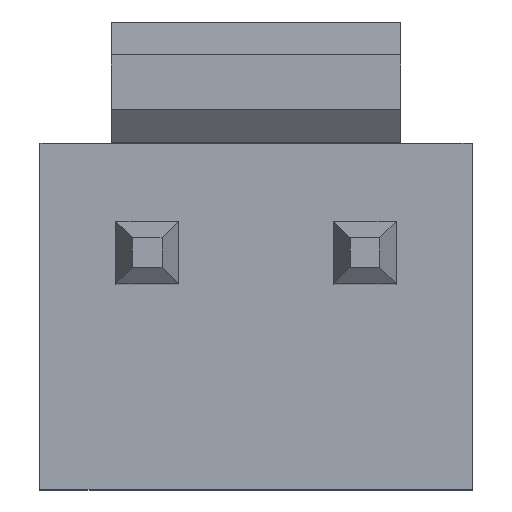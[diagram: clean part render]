
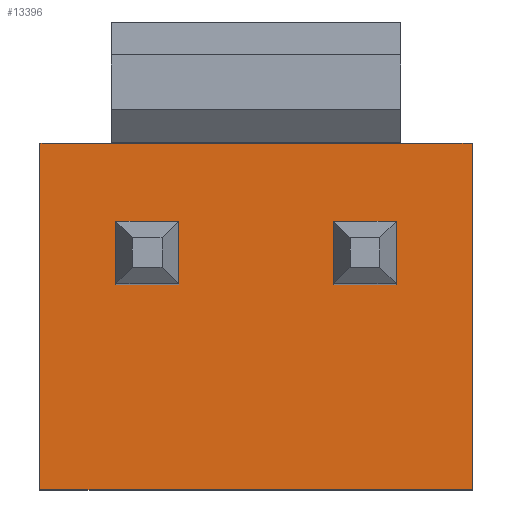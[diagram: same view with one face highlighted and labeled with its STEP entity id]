
A CAD part, top view. The second image highlights one B-rep face of the part: STEP entity #13396.
In plain terms, the highlighted planar face has unit normal (0, 0, 1).
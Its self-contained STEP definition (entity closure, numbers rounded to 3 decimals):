
#223 = EDGE_LOOP ( 'NONE', ( #1396, #6493, #10667, #9609 ) ) ;
#316 = CARTESIAN_POINT ( 'NONE',  ( -3.93, -3.15, 3.2 ) ) ;
#462 = EDGE_CURVE ( 'NONE', #2600, #11779, #4152, .T. ) ;
#573 = DIRECTION ( 'NONE',  ( 1., 0., 0. ) ) ;
#576 = VERTEX_POINT ( 'NONE', #12989 ) ;
#765 = AXIS2_PLACEMENT_3D ( 'NONE', #5668, #5534, #4579 ) ;
#777 = DIRECTION ( 'NONE',  ( 1., 0., 0. ) ) ;
#796 = CARTESIAN_POINT ( 'NONE',  ( -2.63, 3.15, 3.2 ) ) ;
#1121 = VECTOR ( 'NONE', #8370, 1000. ) ;
#1161 = CARTESIAN_POINT ( 'NONE',  ( 3.93, -3.15, 3.2 ) ) ;
#1298 = CARTESIAN_POINT ( 'NONE',  ( -1.41, 1.72, 3.2 ) ) ;
#1396 = ORIENTED_EDGE ( 'NONE', *, *, #2798, .F. ) ;
#1648 = CARTESIAN_POINT ( 'NONE',  ( 1.41, 1.72, 3.2 ) ) ;
#1889 = EDGE_CURVE ( 'NONE', #8353, #7968, #13074, .T. ) ;
#2117 = LINE ( 'NONE', #12624, #12783 ) ;
#2156 = DIRECTION ( 'NONE',  ( 1., 0., 0. ) ) ;
#2229 = VERTEX_POINT ( 'NONE', #1648 ) ;
#2466 = ORIENTED_EDGE ( 'NONE', *, *, #5843, .F. ) ;
#2495 = VECTOR ( 'NONE', #8826, 1000. ) ;
#2600 = VERTEX_POINT ( 'NONE', #12384 ) ;
#2798 = EDGE_CURVE ( 'NONE', #11779, #12901, #2117, .T. ) ;
#3125 = VECTOR ( 'NONE', #5527, 1000. ) ;
#3376 = LINE ( 'NONE', #9790, #2495 ) ;
#3439 = VECTOR ( 'NONE', #12630, 1000. ) ;
#3564 = EDGE_CURVE ( 'NONE', #2229, #12901, #5966, .T. ) ;
#3951 = DIRECTION ( 'NONE',  ( -1., 0., 0. ) ) ;
#3969 = DIRECTION ( 'NONE',  ( 0., 1., 0. ) ) ;
#4071 = PLANE ( 'NONE',  #765 ) ;
#4152 = LINE ( 'NONE', #4341, #10454 ) ;
#4172 = CARTESIAN_POINT ( 'NONE',  ( 0., 1.72, 3.2 ) ) ;
#4184 = LINE ( 'NONE', #1161, #10333 ) ;
#4341 = CARTESIAN_POINT ( 'NONE',  ( 0., 0.58, 3.2 ) ) ;
#4561 = LINE ( 'NONE', #12826, #5740 ) ;
#4579 = DIRECTION ( 'NONE',  ( -1., 0., 0. ) ) ;
#4800 = LINE ( 'NONE', #8959, #4841 ) ;
#4841 = VECTOR ( 'NONE', #573, 1000. ) ;
#5027 = FACE_OUTER_BOUND ( 'NONE', #12270, .T. ) ;
#5173 = EDGE_CURVE ( 'NONE', #5416, #6911, #4561, .T. ) ;
#5416 = VERTEX_POINT ( 'NONE', #316 ) ;
#5527 = DIRECTION ( 'NONE',  ( -1., 0., 0. ) ) ;
#5534 = DIRECTION ( 'NONE',  ( 0., 0., -1. ) ) ;
#5596 = ORIENTED_EDGE ( 'NONE', *, *, #8348, .F. ) ;
#5668 = CARTESIAN_POINT ( 'NONE',  ( 0., 0., 3.2 ) ) ;
#5696 = ORIENTED_EDGE ( 'NONE', *, *, #1889, .F. ) ;
#5740 = VECTOR ( 'NONE', #11792, 1000. ) ;
#5843 = EDGE_CURVE ( 'NONE', #7814, #8635, #9166, .T. ) ;
#5966 = LINE ( 'NONE', #10195, #11383 ) ;
#6045 = ORIENTED_EDGE ( 'NONE', *, *, #12434, .T. ) ;
#6193 = CARTESIAN_POINT ( 'NONE',  ( 1.41, 0., 3.2 ) ) ;
#6493 = ORIENTED_EDGE ( 'NONE', *, *, #462, .F. ) ;
#6911 = VERTEX_POINT ( 'NONE', #13566 ) ;
#7100 = VERTEX_POINT ( 'NONE', #7801 ) ;
#7234 = ORIENTED_EDGE ( 'NONE', *, *, #5173, .T. ) ;
#7357 = DIRECTION ( 'NONE',  ( 0., 1., 0. ) ) ;
#7556 = VECTOR ( 'NONE', #3951, 1000. ) ;
#7627 = CARTESIAN_POINT ( 'NONE',  ( -3.93, 3.15, 3.2 ) ) ;
#7801 = CARTESIAN_POINT ( 'NONE',  ( -2.55, 0.58, 3.2 ) ) ;
#7814 = VERTEX_POINT ( 'NONE', #12673 ) ;
#7968 = VERTEX_POINT ( 'NONE', #796 ) ;
#8076 = CARTESIAN_POINT ( 'NONE',  ( -2.55, 1.72, 3.2 ) ) ;
#8085 = LINE ( 'NONE', #8911, #7556 ) ;
#8177 = CARTESIAN_POINT ( 'NONE',  ( 2.55, 0.58, 3.2 ) ) ;
#8348 = EDGE_CURVE ( 'NONE', #7100, #7814, #4800, .T. ) ;
#8353 = VERTEX_POINT ( 'NONE', #9992 ) ;
#8370 = DIRECTION ( 'NONE',  ( 1., 0., 0. ) ) ;
#8402 = LINE ( 'NONE', #6193, #12099 ) ;
#8420 = ORIENTED_EDGE ( 'NONE', *, *, #11834, .T. ) ;
#8526 = ORIENTED_EDGE ( 'NONE', *, *, #10356, .T. ) ;
#8635 = VERTEX_POINT ( 'NONE', #1298 ) ;
#8718 = LINE ( 'NONE', #7627, #3125 ) ;
#8801 = ORIENTED_EDGE ( 'NONE', *, *, #10753, .T. ) ;
#8826 = DIRECTION ( 'NONE',  ( 0., -1., 0. ) ) ;
#8911 = CARTESIAN_POINT ( 'NONE',  ( -3.93, 3.15, 3.2 ) ) ;
#8944 = CARTESIAN_POINT ( 'NONE',  ( 3.93, 3.15, 3.2 ) ) ;
#8959 = CARTESIAN_POINT ( 'NONE',  ( 0., 0.58, 3.2 ) ) ;
#9166 = LINE ( 'NONE', #13329, #3439 ) ;
#9485 = DIRECTION ( 'NONE',  ( 0., 1., 0. ) ) ;
#9609 = ORIENTED_EDGE ( 'NONE', *, *, #3564, .T. ) ;
#9790 = CARTESIAN_POINT ( 'NONE',  ( -3.93, -3.15, 3.2 ) ) ;
#9992 = CARTESIAN_POINT ( 'NONE',  ( -3.93, 3.15, 3.2 ) ) ;
#10195 = CARTESIAN_POINT ( 'NONE',  ( 0., 1.72, 3.2 ) ) ;
#10333 = VECTOR ( 'NONE', #7357, 1000. ) ;
#10356 = EDGE_CURVE ( 'NONE', #6911, #11668, #4184, .T. ) ;
#10454 = VECTOR ( 'NONE', #2156, 1000. ) ;
#10576 = CARTESIAN_POINT ( 'NONE',  ( -2.55, 0., 3.2 ) ) ;
#10643 = ORIENTED_EDGE ( 'NONE', *, *, #13072, .T. ) ;
#10667 = ORIENTED_EDGE ( 'NONE', *, *, #11182, .T. ) ;
#10753 = EDGE_CURVE ( 'NONE', #11247, #8635, #13527, .T. ) ;
#11182 = EDGE_CURVE ( 'NONE', #2600, #2229, #8402, .T. ) ;
#11247 = VERTEX_POINT ( 'NONE', #8076 ) ;
#11383 = VECTOR ( 'NONE', #777, 1000. ) ;
#11450 = FACE_BOUND ( 'NONE', #12726, .T. ) ;
#11454 = DIRECTION ( 'NONE',  ( 0., 1., 0. ) ) ;
#11495 = LINE ( 'NONE', #10576, #12754 ) ;
#11553 = VECTOR ( 'NONE', #12037, 1000. ) ;
#11668 = VERTEX_POINT ( 'NONE', #8944 ) ;
#11718 = ORIENTED_EDGE ( 'NONE', *, *, #12872, .T. ) ;
#11779 = VERTEX_POINT ( 'NONE', #8177 ) ;
#11780 = CARTESIAN_POINT ( 'NONE',  ( 0., 3.15, 3.2 ) ) ;
#11792 = DIRECTION ( 'NONE',  ( 1., 0., 0. ) ) ;
#11834 = EDGE_CURVE ( 'NONE', #7100, #11247, #11495, .T. ) ;
#12037 = DIRECTION ( 'NONE',  ( 1., 0., 0. ) ) ;
#12099 = VECTOR ( 'NONE', #11454, 1000. ) ;
#12270 = EDGE_LOOP ( 'NONE', ( #8526, #11718, #6045, #5696, #10643, #7234 ) ) ;
#12384 = CARTESIAN_POINT ( 'NONE',  ( 1.41, 0.58, 3.2 ) ) ;
#12434 = EDGE_CURVE ( 'NONE', #576, #7968, #8718, .T. ) ;
#12624 = CARTESIAN_POINT ( 'NONE',  ( 2.55, 0., 3.2 ) ) ;
#12630 = DIRECTION ( 'NONE',  ( 0., 1., 0. ) ) ;
#12673 = CARTESIAN_POINT ( 'NONE',  ( -1.41, 0.58, 3.2 ) ) ;
#12726 = EDGE_LOOP ( 'NONE', ( #2466, #5596, #8420, #8801 ) ) ;
#12754 = VECTOR ( 'NONE', #9485, 1000. ) ;
#12783 = VECTOR ( 'NONE', #3969, 1000. ) ;
#12826 = CARTESIAN_POINT ( 'NONE',  ( -3.93, -3.15, 3.2 ) ) ;
#12839 = FACE_BOUND ( 'NONE', #223, .T. ) ;
#12872 = EDGE_CURVE ( 'NONE', #11668, #576, #8085, .T. ) ;
#12901 = VERTEX_POINT ( 'NONE', #13079 ) ;
#12989 = CARTESIAN_POINT ( 'NONE',  ( 2.63, 3.15, 3.2 ) ) ;
#13072 = EDGE_CURVE ( 'NONE', #8353, #5416, #3376, .T. ) ;
#13074 = LINE ( 'NONE', #11780, #11553 ) ;
#13079 = CARTESIAN_POINT ( 'NONE',  ( 2.55, 1.72, 3.2 ) ) ;
#13329 = CARTESIAN_POINT ( 'NONE',  ( -1.41, 0., 3.2 ) ) ;
#13396 = ADVANCED_FACE ( 'NONE', ( #12839, #5027, #11450 ), #4071, .F. ) ;
#13527 = LINE ( 'NONE', #4172, #1121 ) ;
#13566 = CARTESIAN_POINT ( 'NONE',  ( 3.93, -3.15, 3.2 ) ) ;
